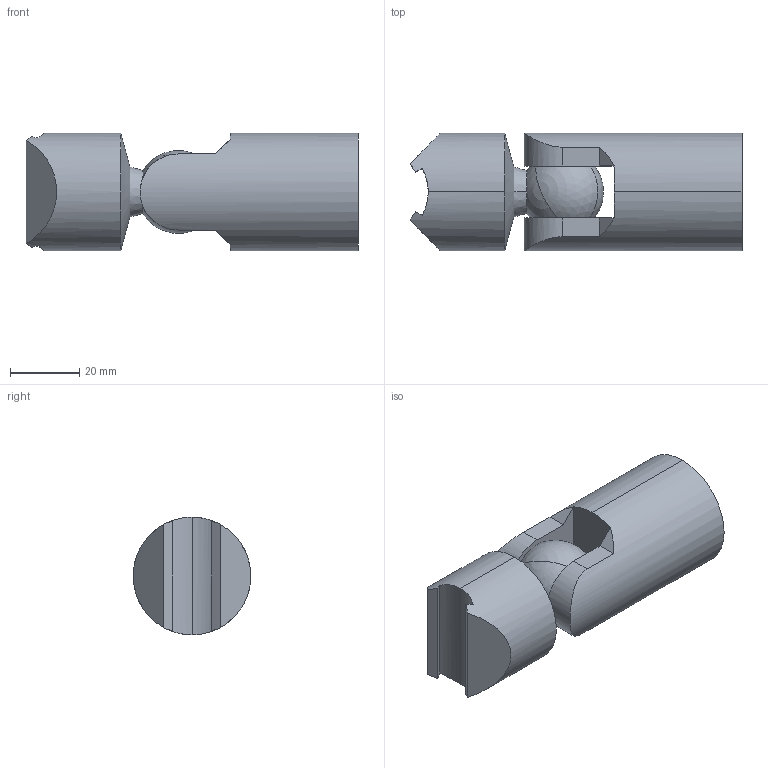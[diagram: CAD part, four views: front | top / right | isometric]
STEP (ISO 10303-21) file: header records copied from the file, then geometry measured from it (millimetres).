
FILE_DESCRIPTION(('STEP AP214'),'1');
FILE_NAME('cctmp_5494ED70-2CED-4E9A-A3AC-5F5FFC6E39E9_2020_1_16_7_5_57_625..stp','2020-01-16T06:05:57',('Bosch Rexroth AG'),('CADClick - www.CADClick.com'),'Spatial InterOp 3D',' ','unknown authorization - (Healing Option Enabled)');
FILE_SCHEMA(('AUTOMOTIVE_DESIGN'));
Length unit declared in the file: millimetre
Products named in the file (1): 2020_01_16__07-05-57-623
Bounding box: 96.02 x 34 x 34 mm (x, y, z)
Volume: 57914.1 mm3; surface area: 15456.3 mm2
Topology: 1 solids, 1 shells, 37 faces, 98 edges, 60 vertices
Faces by surface type: plane 19, cylinder 10, sphere 4, cone 4
Entity records: 1566 total; most frequent: CARTESIAN_POINT 368, ORIENTED_EDGE 188, DIRECTION 185, EDGE_CURVE 94, AXIS2_PLACEMENT_3D 73, VERTEX_POINT 60, EDGE_LOOP 40, LINE 39
